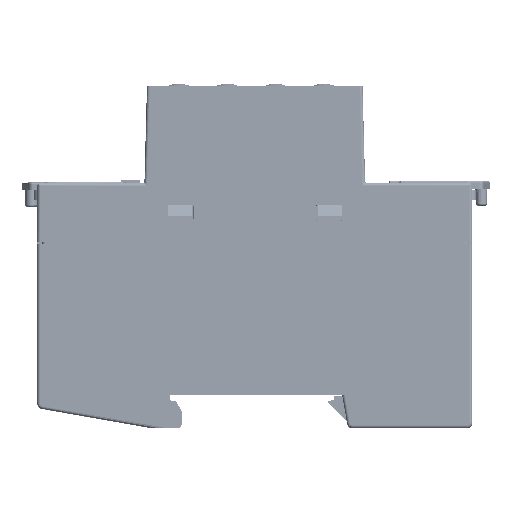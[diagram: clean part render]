
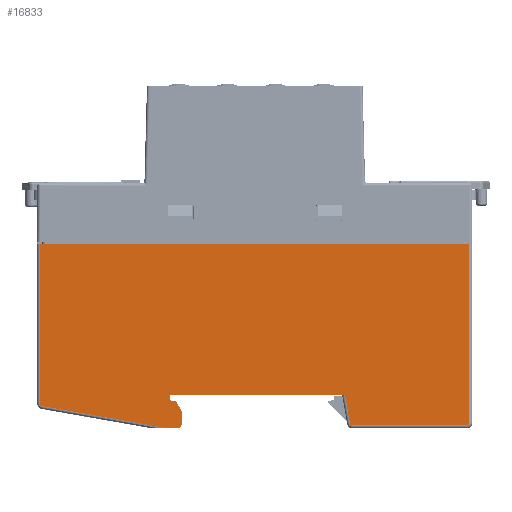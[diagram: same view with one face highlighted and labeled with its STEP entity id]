
A CAD part, left-side view. The second image highlights one B-rep face of the part: STEP entity #16833.
In plain terms, the highlighted planar face has unit normal (-1, 0, 0).
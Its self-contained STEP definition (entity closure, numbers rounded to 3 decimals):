
#16833=ADVANCED_FACE('',(#36995),#36996,.T.);
#36995=FACE_OUTER_BOUND('',#66286,.T.);
#36996=PLANE('',#66287);
#66286=EDGE_LOOP('',(#125830,#125831,#125832,#125833,#125834,#125835,#125836,#125837,#125838,#125839,#125840,#125841,#125842,#125843,#125844,#125845,#125846));
#66287=AXIS2_PLACEMENT_3D('',#125847,#125848,#125849);
#125830=ORIENTED_EDGE('',*,*,#173404,.T.);
#125831=ORIENTED_EDGE('',*,*,#173405,.T.);
#125832=ORIENTED_EDGE('',*,*,#173406,.T.);
#125833=ORIENTED_EDGE('',*,*,#173407,.T.);
#125834=ORIENTED_EDGE('',*,*,#173408,.T.);
#125835=ORIENTED_EDGE('',*,*,#173380,.T.);
#125836=ORIENTED_EDGE('',*,*,#173269,.T.);
#125837=ORIENTED_EDGE('',*,*,#173409,.T.);
#125838=ORIENTED_EDGE('',*,*,#173410,.F.);
#125839=ORIENTED_EDGE('',*,*,#173411,.T.);
#125840=ORIENTED_EDGE('',*,*,#173412,.F.);
#125841=ORIENTED_EDGE('',*,*,#173413,.T.);
#125842=ORIENTED_EDGE('',*,*,#170758,.T.);
#125843=ORIENTED_EDGE('',*,*,#173414,.T.);
#125844=ORIENTED_EDGE('',*,*,#173415,.F.);
#125845=ORIENTED_EDGE('',*,*,#173416,.T.);
#125846=ORIENTED_EDGE('',*,*,#173417,.T.);
#125847=CARTESIAN_POINT('',(0.0,93.707,0.));
#125848=DIRECTION('',(-1.0,0.0,0.0));
#125849=DIRECTION('',(0.0,1.0,0.0));
#170758=EDGE_CURVE('',#207539,#207537,#207540,.T.);
#173269=EDGE_CURVE('',#211401,#211399,#211402,.T.);
#173380=EDGE_CURVE('',#211584,#211401,#211585,.T.);
#173404=EDGE_CURVE('',#211618,#211619,#211620,.T.);
#173405=EDGE_CURVE('',#211619,#211621,#211622,.T.);
#173406=EDGE_CURVE('',#211621,#211623,#211624,.T.);
#173407=EDGE_CURVE('',#211623,#211625,#211626,.T.);
#173408=EDGE_CURVE('',#211625,#211584,#211627,.T.);
#173409=EDGE_CURVE('',#211399,#211628,#211629,.T.);
#173410=EDGE_CURVE('',#211630,#211628,#211631,.T.);
#173411=EDGE_CURVE('',#211630,#211632,#211633,.T.);
#173412=EDGE_CURVE('',#211634,#211632,#211635,.T.);
#173413=EDGE_CURVE('',#211634,#207539,#211636,.T.);
#173414=EDGE_CURVE('',#207537,#211637,#211638,.T.);
#173415=EDGE_CURVE('',#211639,#211637,#211640,.T.);
#173416=EDGE_CURVE('',#211639,#211641,#211642,.T.);
#173417=EDGE_CURVE('',#211641,#211618,#211643,.T.);
#207537=VERTEX_POINT('',#265086);
#207539=VERTEX_POINT('',#265088);
#207540=LINE('',#265089,#265090);
#211399=VERTEX_POINT('',#271490);
#211401=VERTEX_POINT('',#271492);
#211402=LINE('',#271493,#271494);
#211584=VERTEX_POINT('',#271768);
#211585=LINE('',#271769,#271770);
#211618=VERTEX_POINT('',#271820);
#211619=VERTEX_POINT('',#271821);
#211620=CIRCLE('',#271822,1.0);
#211621=VERTEX_POINT('',#271823);
#211622=LINE('',#271824,#271825);
#211623=VERTEX_POINT('',#271826);
#211624=LINE('',#271827,#271828);
#211625=VERTEX_POINT('',#271829);
#211626=LINE('',#271830,#271831);
#211627=LINE('',#271832,#271833);
#211628=VERTEX_POINT('',#271834);
#211629=LINE('',#271835,#271836);
#211630=VERTEX_POINT('',#271837);
#211631=CIRCLE('',#271838,0.4);
#211632=VERTEX_POINT('',#271839);
#211633=LINE('',#271840,#271841);
#211634=VERTEX_POINT('',#271842);
#211635=CIRCLE('',#271843,0.4);
#211636=LINE('',#271844,#271845);
#211637=VERTEX_POINT('',#271846);
#211638=LINE('',#271847,#271848);
#211639=VERTEX_POINT('',#271849);
#211640=CIRCLE('',#271850,0.4);
#211641=VERTEX_POINT('',#271851);
#211642=LINE('',#271852,#271853);
#211643=LINE('',#271854,#271855);
#265086=CARTESIAN_POINT('',(0.0,93.107,38.1));
#265088=CARTESIAN_POINT('',(0.0,4.307,38.1));
#265089=CARTESIAN_POINT('',(0.0,3.707,38.1));
#265090=VECTOR('',#314060,1.0);
#271490=CARTESIAN_POINT('',(0.0,30.005,6.85));
#271492=CARTESIAN_POINT('',(0.0,66.307,6.85));
#271493=CARTESIAN_POINT('',(0.0,66.307,6.85));
#271494=VECTOR('',#316390,1.0);
#271768=CARTESIAN_POINT('',(0.0,66.307,5.95));
#271769=CARTESIAN_POINT('',(0.0,66.307,0.));
#271770=VECTOR('',#316498,1.0);
#271820=CARTESIAN_POINT('',(0.0,64.807,0.));
#271821=CARTESIAN_POINT('',(0.0,63.807,1.));
#271822=AXIS2_PLACEMENT_3D('',#316522,#316523,#316524);
#271823=CARTESIAN_POINT('',(0.0,63.807,3.45));
#271824=CARTESIAN_POINT('',(0.0,63.807,1.));
#271825=VECTOR('',#316525,1.0);
#271826=CARTESIAN_POINT('',(0.0,65.007,5.55));
#271827=CARTESIAN_POINT('',(0.0,63.807,3.45));
#271828=VECTOR('',#316526,1.0);
#271829=CARTESIAN_POINT('',(0.0,66.107,5.75));
#271830=CARTESIAN_POINT('',(0.0,65.007,5.55));
#271831=VECTOR('',#316527,1.0);
#271832=CARTESIAN_POINT('',(0.0,66.107,5.75));
#271833=VECTOR('',#316528,1.0);
#271834=CARTESIAN_POINT('',(0.0,28.961,0.931));
#271835=CARTESIAN_POINT('',(0.0,28.816,0.104));
#271836=VECTOR('',#316529,1.0);
#271837=CARTESIAN_POINT('',(0.0,28.567,0.6));
#271838=AXIS2_PLACEMENT_3D('',#316530,#316531,#316532);
#271839=CARTESIAN_POINT('',(0.0,4.707,0.6));
#271840=CARTESIAN_POINT('',(0.0,3.707,0.6));
#271841=VECTOR('',#316533,1.0);
#271842=CARTESIAN_POINT('',(0.0,4.307,1.));
#271843=AXIS2_PLACEMENT_3D('',#316534,#316535,#316536);
#271844=CARTESIAN_POINT('',(0.0,4.307,38.1));
#271845=VECTOR('',#316537,1.0);
#271846=CARTESIAN_POINT('',(0.0,93.107,4.989));
#271847=CARTESIAN_POINT('',(0.0,93.107,4.15));
#271848=VECTOR('',#316538,1.0);
#271849=CARTESIAN_POINT('',(0.0,92.776,4.595));
#271850=AXIS2_PLACEMENT_3D('',#316539,#316540,#316541);
#271851=CARTESIAN_POINT('',(0.0,66.716,0.));
#271852=CARTESIAN_POINT('',(0.0,70.067,0.591));
#271853=VECTOR('',#316542,1.0);
#271854=CARTESIAN_POINT('',(0.0,70.171,0.));
#271855=VECTOR('',#316543,1.0);
#314060=DIRECTION('',(0.0,1.0,0.));
#316390=DIRECTION('',(0.0,-1.0,0.));
#316498=DIRECTION('',(0.0,0.,1.0));
#316522=CARTESIAN_POINT('',(0.0,64.807,1.));
#316523=DIRECTION('',(-1.0,0.,0.0));
#316524=DIRECTION('',(0.,-1.0,0.0));
#316525=DIRECTION('',(0.0,0.0,1.0));
#316526=DIRECTION('',(0.,0.496,0.868));
#316527=DIRECTION('',(0.,0.984,0.179));
#316528=DIRECTION('',(0.,0.707,0.707));
#316529=DIRECTION('',(0.0,-0.174,-0.985));
#316530=CARTESIAN_POINT('',(0.0,28.567,1.));
#316531=DIRECTION('',(1.0,0.0,0.0));
#316532=DIRECTION('',(0.0,0.0,-1.0));
#316533=DIRECTION('',(0.0,-1.0,0.));
#316534=CARTESIAN_POINT('',(0.0,4.707,1.));
#316535=DIRECTION('',(1.0,0.0,0.0));
#316536=DIRECTION('',(0.0,0.0,-1.0));
#316537=DIRECTION('',(0.0,0.,1.0));
#316538=DIRECTION('',(0.0,0.,-1.0));
#316539=CARTESIAN_POINT('',(0.0,92.707,4.989));
#316540=DIRECTION('',(1.0,0.0,0.0));
#316541=DIRECTION('',(0.0,0.0,-1.0));
#316542=DIRECTION('',(0.0,-0.985,-0.174));
#316543=DIRECTION('',(0.0,-1.0,0.0));
